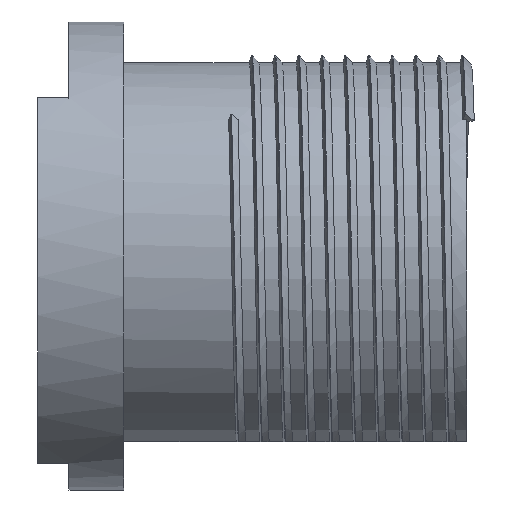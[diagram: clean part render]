
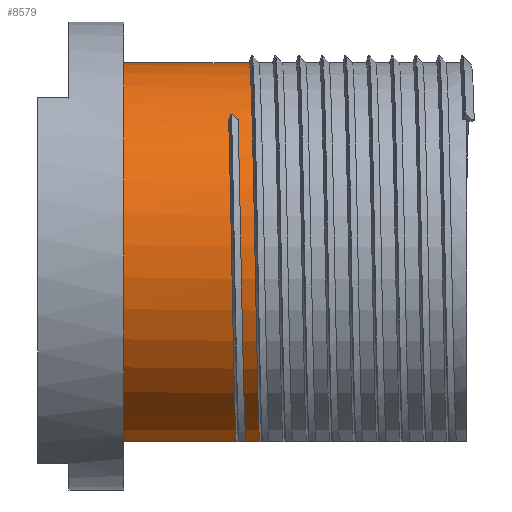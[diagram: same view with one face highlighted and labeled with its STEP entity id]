
A CAD part, left-side view. The second image highlights one B-rep face of the part: STEP entity #8579.
In plain terms, the highlighted cylindrical face has radius 12.4 mm (diameter 24.8 mm), a partial arc.
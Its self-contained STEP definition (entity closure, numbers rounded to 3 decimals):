
#271 = CARTESIAN_POINT ( 'NONE',  ( -12.397, 14.57, 5.143 ) ) ;
#329 = CARTESIAN_POINT ( 'NONE',  ( -8.764, 14.663, 8.773 ) ) ;
#400 = CARTESIAN_POINT ( 'NONE',  ( -8.766, 14.863, 8.77 ) ) ;
#743 = CARTESIAN_POINT ( 'NONE',  ( -12.398, 14.981, -5.141 ) ) ;
#881 = EDGE_CURVE ( 'NONE', #11144, #15648, #4603, .T. ) ;
#1063 = CARTESIAN_POINT ( 'NONE',  ( -8.765, 13.388, -8.772 ) ) ;
#1092 = ORIENTED_EDGE ( 'NONE', *, *, #10782, .T. ) ;
#1114 = ORIENTED_EDGE ( 'NONE', *, *, #15056, .F. ) ;
#1429 = CARTESIAN_POINT ( 'NONE',  ( -12.4, 14.476, 0.006 ) ) ;
#1469 = CARTESIAN_POINT ( 'NONE',  ( -12.398, 13.481, -5.141 ) ) ;
#1742 = CARTESIAN_POINT ( 'NONE',  ( 0., 22., 12.4 ) ) ;
#1992 = CARTESIAN_POINT ( 'NONE',  ( -0.005, 13.95, 12.4 ) ) ;
#2215 = VERTEX_POINT ( 'NONE', #1742 ) ;
#2336 = CARTESIAN_POINT ( 'NONE',  ( -3.486, 14.168, -11.9 ) ) ;
#2399 = EDGE_CURVE ( 'NONE', #8138, #2215, #3189, .T. ) ;
#2423 = CARTESIAN_POINT ( 'NONE',  ( -8.772, 15.263, 8.765 ) ) ;
#2634 = DIRECTION ( 'NONE',  ( 0., 1., 0. ) ) ;
#2674 = CARTESIAN_POINT ( 'NONE',  ( -8.773, 14.288, -8.764 ) ) ;
#3029 = CARTESIAN_POINT ( 'NONE',  ( -3.486, 13.268, -11.9 ) ) ;
#3189 = CIRCLE ( 'NONE', #10331, 12.4 ) ;
#3260 = VERTEX_POINT ( 'NONE', #8306 ) ;
#3564 = CARTESIAN_POINT ( 'NONE',  ( -12.402, 13.669, 5.131 ) ) ;
#3592 = CARTESIAN_POINT ( 'NONE',  ( -3.486, 13.268, -11.9 ) ) ;
#3798 =( BOUNDED_CURVE ( )  B_SPLINE_CURVE ( 2, ( #11502, #5238, #2674, #13971, #1429, #271, #329 ),
 .UNSPECIFIED., .F., .T. ) 
 B_SPLINE_CURVE_WITH_KNOTS ( ( 3, 2, 2, 3 ),
 ( 0.967, 0.975, 0.988, 1. ),
 .UNSPECIFIED. ) 
 CURVE ( )  GEOMETRIC_REPRESENTATION_ITEM ( )  RATIONAL_B_SPLINE_CURVE ( ( 0.965, 0.952, 1., 0.924, 1., 0.924, 1. ) ) 
 REPRESENTATION_ITEM ( '' )  );
#4603 =( BOUNDED_CURVE ( )  B_SPLINE_CURVE ( 2, ( #3029, #12297, #1063, #1469, #13797, #3564, #11068, #12136, #1992, #7207, #15787 ),
 .UNSPECIFIED., .F., .T. ) 
 B_SPLINE_CURVE_WITH_KNOTS ( ( 3, 2, 2, 2, 2, 3 ),
 ( 0.867, 0.875, 0.888, 0.9, 0.913, 0.913 ),
 .UNSPECIFIED. ) 
 CURVE ( )  GEOMETRIC_REPRESENTATION_ITEM ( )  RATIONAL_B_SPLINE_CURVE ( ( 0.965, 0.952, 1., 0.924, 1., 0.924, 1., 0.924, 1., 1., 1. ) ) 
 REPRESENTATION_ITEM ( '' )  );
#4855 = DIRECTION ( 'NONE',  ( 0., -1., 0. ) ) ;
#5169 = ORIENTED_EDGE ( 'NONE', *, *, #2399, .F. ) ;
#5238 = CARTESIAN_POINT ( 'NONE',  ( -6.53, 14.23, -11.008 ) ) ;
#5294 = CARTESIAN_POINT ( 'NONE',  ( 0., 25.5, 12.4 ) ) ;
#6846 = CARTESIAN_POINT ( 'NONE',  ( -8.765, 14.888, -8.772 ) ) ;
#7001 = CARTESIAN_POINT ( 'NONE',  ( -3.486, 14.768, -11.9 ) ) ;
#7004 = CARTESIAN_POINT ( 'NONE',  ( -3.486, 25.5, -11.9 ) ) ;
#7057 = DIRECTION ( 'NONE',  ( 0., -1., 0. ) ) ;
#7190 = LINE ( 'NONE', #7004, #12428 ) ;
#7207 = CARTESIAN_POINT ( 'NONE',  ( -0.003, 13.95, 12.4 ) ) ;
#7539 = CARTESIAN_POINT ( 'NONE',  ( 0., 25.5, 0. ) ) ;
#7594 = VERTEX_POINT ( 'NONE', #10563 ) ;
#7864 = CARTESIAN_POINT ( 'NONE',  ( -8.764, 14.663, 8.773 ) ) ;
#7873 = CARTESIAN_POINT ( 'NONE',  ( -3.486, 22., -11.9 ) ) ;
#8138 = VERTEX_POINT ( 'NONE', #7873 ) ;
#8198 = EDGE_LOOP ( 'NONE', ( #12536, #13620, #5169, #10501, #1092, #12583, #1114, #12182 ) ) ;
#8299 = CARTESIAN_POINT ( 'NONE',  ( -8.772, 15.263, 8.765 ) ) ;
#8306 = CARTESIAN_POINT ( 'NONE',  ( -3.486, 14.768, -11.9 ) ) ;
#8346 = VECTOR ( 'NONE', #4855, 1000. ) ;
#8579 = ADVANCED_FACE ( 'NONE', ( #14282 ), #11342, .T. ) ;
#8883 = DIRECTION ( 'NONE',  ( 0., 0., 1. ) ) ;
#8966 =( BOUNDED_CURVE ( )  B_SPLINE_CURVE ( 2, ( #7001, #14391, #6846, #743, #13228, #13030, #8299 ),
 .UNSPECIFIED., .F., .T. ) 
 B_SPLINE_CURVE_WITH_KNOTS ( ( 3, 2, 2, 3 ),
 ( 0.967, 0.975, 0.988, 1. ),
 .UNSPECIFIED. ) 
 CURVE ( )  GEOMETRIC_REPRESENTATION_ITEM ( )  RATIONAL_B_SPLINE_CURVE ( ( 0.965, 0.952, 1., 0.924, 1., 0.924, 1. ) ) 
 REPRESENTATION_ITEM ( '' )  );
#9119 = VECTOR ( 'NONE', #15111, 1000. ) ;
#9220 = VERTEX_POINT ( 'NONE', #2423 ) ;
#9875 = LINE ( 'NONE', #5294, #9119 ) ;
#10276 = LINE ( 'NONE', #12284, #8346 ) ;
#10331 = AXIS2_PLACEMENT_3D ( 'NONE', #13094, #15646, #10698 ) ;
#10501 = ORIENTED_EDGE ( 'NONE', *, *, #14390, .T. ) ;
#10563 = CARTESIAN_POINT ( 'NONE',  ( -8.764, 14.663, 8.773 ) ) ;
#10698 = DIRECTION ( 'NONE',  ( 0., 0., 1. ) ) ;
#10782 = EDGE_CURVE ( 'NONE', #3260, #9220, #8966, .T. ) ;
#11068 = CARTESIAN_POINT ( 'NONE',  ( -8.772, 13.763, 8.765 ) ) ;
#11144 = VERTEX_POINT ( 'NONE', #3592 ) ;
#11342 = CYLINDRICAL_SURFACE ( 'NONE', #14231, 12.4 ) ;
#11502 = CARTESIAN_POINT ( 'NONE',  ( -3.486, 14.168, -11.9 ) ) ;
#11769 = CARTESIAN_POINT ( 'NONE',  ( -8.769, 15.063, 8.767 ) ) ;
#12136 = CARTESIAN_POINT ( 'NONE',  ( -5.141, 13.856, 12.398 ) ) ;
#12182 = ORIENTED_EDGE ( 'NONE', *, *, #14640, .T. ) ;
#12284 = CARTESIAN_POINT ( 'NONE',  ( -3.486, 25.5, -11.9 ) ) ;
#12297 = CARTESIAN_POINT ( 'NONE',  ( -6.525, 13.33, -11.01 ) ) ;
#12315 = EDGE_CURVE ( 'NONE', #7594, #9220, #14361, .T. ) ;
#12428 = VECTOR ( 'NONE', #7057, 1000. ) ;
#12536 = ORIENTED_EDGE ( 'NONE', *, *, #881, .T. ) ;
#12583 = ORIENTED_EDGE ( 'NONE', *, *, #12315, .F. ) ;
#13022 = CARTESIAN_POINT ( 'NONE',  ( -8.772, 15.263, 8.765 ) ) ;
#13030 = CARTESIAN_POINT ( 'NONE',  ( -12.402, 15.169, 5.131 ) ) ;
#13094 = CARTESIAN_POINT ( 'NONE',  ( 0., 22., 0. ) ) ;
#13228 = CARTESIAN_POINT ( 'NONE',  ( -12.4, 15.075, -0.005 ) ) ;
#13620 = ORIENTED_EDGE ( 'NONE', *, *, #15151, .T. ) ;
#13797 = CARTESIAN_POINT ( 'NONE',  ( -12.4, 13.575, -0.005 ) ) ;
#13971 = CARTESIAN_POINT ( 'NONE',  ( -12.403, 14.382, -5.13 ) ) ;
#14231 = AXIS2_PLACEMENT_3D ( 'NONE', #7539, #2634, #8883 ) ;
#14282 = FACE_OUTER_BOUND ( 'NONE', #8198, .T. ) ;
#14361 =( BOUNDED_CURVE ( )  B_SPLINE_CURVE ( 3, ( #7864, #400, #11769, #13022 ),
 .UNSPECIFIED., .F., .F. ) 
 B_SPLINE_CURVE_WITH_KNOTS ( ( 4, 4 ),
 ( 4.712, 4.713 ),
 .UNSPECIFIED. ) 
 CURVE ( )  GEOMETRIC_REPRESENTATION_ITEM ( )  RATIONAL_B_SPLINE_CURVE ( ( 1., 1., 1., 1. ) ) 
 REPRESENTATION_ITEM ( '' )  );
#14390 = EDGE_CURVE ( 'NONE', #8138, #3260, #7190, .T. ) ;
#14391 = CARTESIAN_POINT ( 'NONE',  ( -6.525, 14.83, -11.01 ) ) ;
#14640 = EDGE_CURVE ( 'NONE', #15927, #11144, #10276, .T. ) ;
#14677 = CARTESIAN_POINT ( 'NONE',  ( 0., 13.95, 12.4 ) ) ;
#15056 = EDGE_CURVE ( 'NONE', #15927, #7594, #3798, .T. ) ;
#15111 = DIRECTION ( 'NONE',  ( 0., 1., 0. ) ) ;
#15151 = EDGE_CURVE ( 'NONE', #15648, #2215, #9875, .T. ) ;
#15646 = DIRECTION ( 'NONE',  ( 0., 1., 0. ) ) ;
#15648 = VERTEX_POINT ( 'NONE', #14677 ) ;
#15787 = CARTESIAN_POINT ( 'NONE',  ( 0., 13.95, 12.4 ) ) ;
#15927 = VERTEX_POINT ( 'NONE', #2336 ) ;
